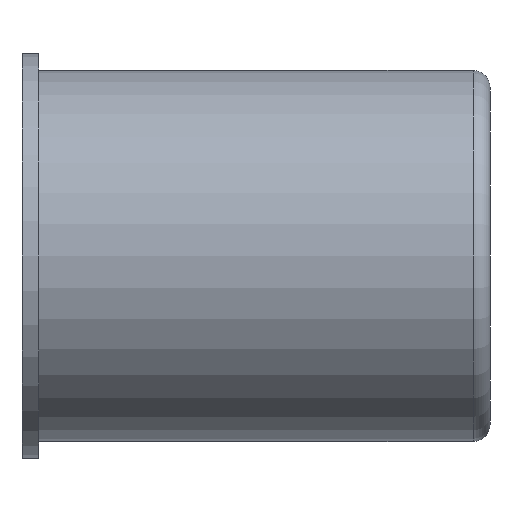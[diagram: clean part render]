
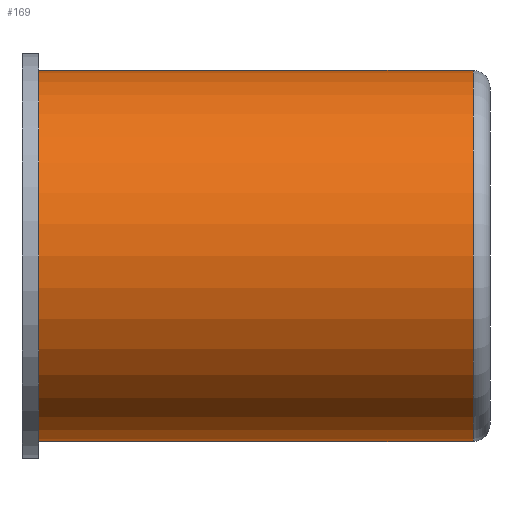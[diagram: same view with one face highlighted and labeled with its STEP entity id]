
A CAD part, left-side view. The second image highlights one B-rep face of the part: STEP entity #169.
In plain terms, the highlighted cylindrical face has radius 279.4 mm (diameter 558.8 mm), a partial arc.
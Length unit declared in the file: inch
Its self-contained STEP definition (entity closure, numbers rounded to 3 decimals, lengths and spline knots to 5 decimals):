
#13 = DIRECTION ( 'NONE',  ( 0., -1., 0. ) ) ;
#31 = EDGE_CURVE ( 'NONE', #224, #465, #359, .T. ) ;
#55 = CARTESIAN_POINT ( 'NONE',  ( 0., 0.5, 11. ) ) ;
#59 = CARTESIAN_POINT ( 'NONE',  ( 0., 1., 11. ) ) ;
#64 = ORIENTED_EDGE ( 'NONE', *, *, #368, .F. ) ;
#70 = CARTESIAN_POINT ( 'NONE',  ( 0., 1., -11. ) ) ;
#74 = DIRECTION ( 'NONE',  ( 0., -1., 0. ) ) ;
#94 = CARTESIAN_POINT ( 'NONE',  ( 0., 1., 0. ) ) ;
#95 = FACE_OUTER_BOUND ( 'NONE', #138, .T. ) ;
#104 = DIRECTION ( 'NONE',  ( 0., 0., -1. ) ) ;
#108 = CIRCLE ( 'NONE', #261, 11. ) ;
#110 = ORIENTED_EDGE ( 'NONE', *, *, #292, .T. ) ;
#120 = LINE ( 'NONE', #55, #353 ) ;
#131 = VECTOR ( 'NONE', #409, 39.37008 ) ;
#138 = EDGE_LOOP ( 'NONE', ( #64, #252, #110, #435 ) ) ;
#145 = CARTESIAN_POINT ( 'NONE',  ( 0., 0.5, 0. ) ) ;
#149 = CARTESIAN_POINT ( 'NONE',  ( 0., 0.5, -11. ) ) ;
#162 = AXIS2_PLACEMENT_3D ( 'NONE', #94, #354, #468 ) ;
#166 = CYLINDRICAL_SURFACE ( 'NONE', #430, 11. ) ;
#169 = ADVANCED_FACE ( 'NONE', ( #95 ), #166, .T. ) ;
#213 = CARTESIAN_POINT ( 'NONE',  ( 0., 27.25, 0. ) ) ;
#222 = DIRECTION ( 'NONE',  ( 0., -1., 0. ) ) ;
#223 = LINE ( 'NONE', #149, #131 ) ;
#224 = VERTEX_POINT ( 'NONE', #70 ) ;
#252 = ORIENTED_EDGE ( 'NONE', *, *, #268, .T. ) ;
#261 = AXIS2_PLACEMENT_3D ( 'NONE', #213, #13, #372 ) ;
#268 = EDGE_CURVE ( 'NONE', #270, #456, #108, .T. ) ;
#270 = VERTEX_POINT ( 'NONE', #454 ) ;
#292 = EDGE_CURVE ( 'NONE', #456, #224, #223, .T. ) ;
#309 = CARTESIAN_POINT ( 'NONE',  ( 0., 27.25, -11. ) ) ;
#353 = VECTOR ( 'NONE', #222, 39.37008 ) ;
#354 = DIRECTION ( 'NONE',  ( 0., 1., 0. ) ) ;
#359 = CIRCLE ( 'NONE', #162, 11. ) ;
#368 = EDGE_CURVE ( 'NONE', #270, #465, #120, .T. ) ;
#372 = DIRECTION ( 'NONE',  ( 0., 0., -1. ) ) ;
#409 = DIRECTION ( 'NONE',  ( 0., -1., 0. ) ) ;
#430 = AXIS2_PLACEMENT_3D ( 'NONE', #145, #74, #104 ) ;
#435 = ORIENTED_EDGE ( 'NONE', *, *, #31, .T. ) ;
#454 = CARTESIAN_POINT ( 'NONE',  ( 0., 27.25, 11. ) ) ;
#456 = VERTEX_POINT ( 'NONE', #309 ) ;
#465 = VERTEX_POINT ( 'NONE', #59 ) ;
#468 = DIRECTION ( 'NONE',  ( 0., 0., 1. ) ) ;
